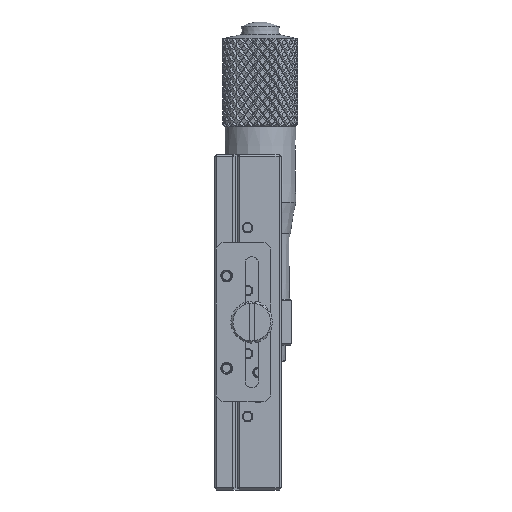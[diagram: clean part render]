
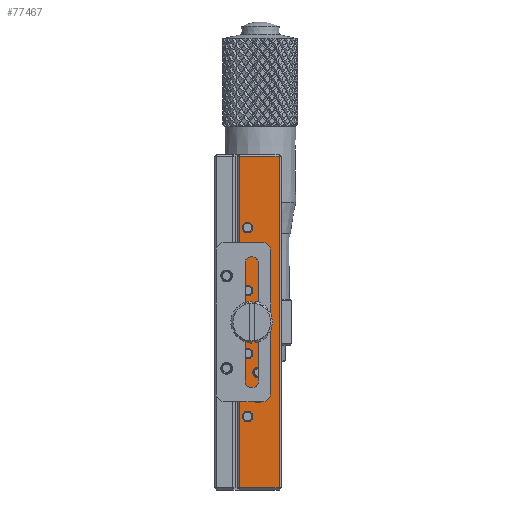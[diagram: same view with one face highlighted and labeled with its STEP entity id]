
A CAD part, left-side view. The second image highlights one B-rep face of the part: STEP entity #77467.
In plain terms, the highlighted planar face has unit normal (-1, 0, 0).
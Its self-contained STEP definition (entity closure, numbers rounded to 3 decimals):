
#30 = VERTEX_POINT ( 'NONE', #119610 ) ;
#3553 = CARTESIAN_POINT ( 'NONE',  ( -20., -8., -47.5 ) ) ;
#3998 = CARTESIAN_POINT ( 'NONE',  ( -20., -6., -80. ) ) ;
#4047 = VECTOR ( 'NONE', #65089, 1000. ) ;
#4549 = CIRCLE ( 'NONE', #100183, 1.25 ) ;
#5558 = EDGE_CURVE ( 'NONE', #24047, #24047, #12069, .T. ) ;
#5812 = FACE_BOUND ( 'NONE', #16184, .T. ) ;
#5973 = EDGE_LOOP ( 'NONE', ( #43160, #35525, #69424, #115258 ) ) ;
#5996 = CARTESIAN_POINT ( 'NONE',  ( -20., -8., -32.5 ) ) ;
#8041 = LINE ( 'NONE', #119893, #9470 ) ;
#9470 = VECTOR ( 'NONE', #91785, 1000. ) ;
#11457 = VERTEX_POINT ( 'NONE', #82044 ) ;
#12069 = CIRCLE ( 'NONE', #82539, 1.25 ) ;
#12254 = CARTESIAN_POINT ( 'NONE',  ( -20., -10.5, -58. ) ) ;
#13342 = EDGE_LOOP ( 'NONE', ( #89588 ) ) ;
#15335 = EDGE_LOOP ( 'NONE', ( #69546 ) ) ;
#15742 = VERTEX_POINT ( 'NONE', #108677 ) ;
#16184 = EDGE_LOOP ( 'NONE', ( #83757 ) ) ;
#16773 = DIRECTION ( 'NONE',  ( 0., 0., 1. ) ) ;
#18061 = DIRECTION ( 'NONE',  ( 0., 0., -1. ) ) ;
#18070 = CARTESIAN_POINT ( 'NONE',  ( -20., -10.5, -52. ) ) ;
#19522 = VERTEX_POINT ( 'NONE', #103864 ) ;
#19951 = VERTEX_POINT ( 'NONE', #55460 ) ;
#20484 = AXIS2_PLACEMENT_3D ( 'NONE', #63244, #117060, #16773 ) ;
#20764 = VECTOR ( 'NONE', #105467, 1000. ) ;
#23679 = DIRECTION ( 'NONE',  ( -1., 0., 0. ) ) ;
#24047 = VERTEX_POINT ( 'NONE', #89416 ) ;
#25908 = DIRECTION ( 'NONE',  ( 0., 0., -1. ) ) ;
#26571 = FACE_BOUND ( 'NONE', #79162, .T. ) ;
#27219 = CARTESIAN_POINT ( 'NONE',  ( -20., -16., -79.5 ) ) ;
#27874 = DIRECTION ( 'NONE',  ( -1., 0., 0. ) ) ;
#29040 = LINE ( 'NONE', #27219, #4047 ) ;
#33966 = FACE_BOUND ( 'NONE', #13342, .T. ) ;
#34500 = EDGE_CURVE ( 'NONE', #15742, #15742, #59568, .T. ) ;
#35525 = ORIENTED_EDGE ( 'NONE', *, *, #105983, .F. ) ;
#40292 = AXIS2_PLACEMENT_3D ( 'NONE', #5996, #62239, #72586 ) ;
#42033 = EDGE_LOOP ( 'NONE', ( #92002 ) ) ;
#43135 = FACE_BOUND ( 'NONE', #65037, .T. ) ;
#43160 = ORIENTED_EDGE ( 'NONE', *, *, #114092, .F. ) ;
#44331 = FACE_BOUND ( 'NONE', #15335, .T. ) ;
#45894 = CARTESIAN_POINT ( 'NONE',  ( -20., -6., -0.5 ) ) ;
#46175 = EDGE_CURVE ( 'NONE', #19951, #19951, #4549, .T. ) ;
#47728 = VECTOR ( 'NONE', #56167, 1000. ) ;
#49435 = VERTEX_POINT ( 'NONE', #110430 ) ;
#49509 = CARTESIAN_POINT ( 'NONE',  ( -20., -8., -17.5 ) ) ;
#51452 = CIRCLE ( 'NONE', #108018, 1.25 ) ;
#52309 = FACE_OUTER_BOUND ( 'NONE', #5973, .T. ) ;
#54695 = PLANE ( 'NONE',  #20484 ) ;
#55460 = CARTESIAN_POINT ( 'NONE',  ( -20., -10.5, -59.25 ) ) ;
#56167 = DIRECTION ( 'NONE',  ( 0., 0., 1. ) ) ;
#59568 = CIRCLE ( 'NONE', #40292, 1.25 ) ;
#59749 = CIRCLE ( 'NONE', #118221, 1.5 ) ;
#62239 = DIRECTION ( 'NONE',  ( -1., 0., 0. ) ) ;
#63244 = CARTESIAN_POINT ( 'NONE',  ( -20., -16., -80. ) ) ;
#65037 = EDGE_LOOP ( 'NONE', ( #78513 ) ) ;
#65089 = DIRECTION ( 'NONE',  ( 0., 1., 0. ) ) ;
#66602 = ORIENTED_EDGE ( 'NONE', *, *, #111104, .F. ) ;
#69424 = ORIENTED_EDGE ( 'NONE', *, *, #120372, .F. ) ;
#69546 = ORIENTED_EDGE ( 'NONE', *, *, #5558, .F. ) ;
#71507 = CARTESIAN_POINT ( 'NONE',  ( -20., -8., -62.5 ) ) ;
#72586 = DIRECTION ( 'NONE',  ( 0., 0., -1. ) ) ;
#73017 = CIRCLE ( 'NONE', #104252, 1.25 ) ;
#73630 = CARTESIAN_POINT ( 'NONE',  ( -20., -9., -41.5 ) ) ;
#75106 = LINE ( 'NONE', #100797, #47728 ) ;
#76155 = DIRECTION ( 'NONE',  ( 0., 0., -1. ) ) ;
#77467 = ADVANCED_FACE ( 'NONE', ( #5812, #101105, #43135, #26571, #44331, #33966, #82166, #52309 ), #54695, .F. ) ;
#78203 = DIRECTION ( 'NONE',  ( 0., 0., -1. ) ) ;
#78513 = ORIENTED_EDGE ( 'NONE', *, *, #86587, .F. ) ;
#79162 = EDGE_LOOP ( 'NONE', ( #66602 ) ) ;
#79610 = VERTEX_POINT ( 'NONE', #45894 ) ;
#79912 = DIRECTION ( 'NONE',  ( -1., 0., 0. ) ) ;
#82044 = CARTESIAN_POINT ( 'NONE',  ( -20., -15.5, -0.5 ) ) ;
#82166 = FACE_BOUND ( 'NONE', #103207, .T. ) ;
#82539 = AXIS2_PLACEMENT_3D ( 'NONE', #71507, #118537, #88655 ) ;
#83757 = ORIENTED_EDGE ( 'NONE', *, *, #101106, .F. ) ;
#84868 = CIRCLE ( 'NONE', #112280, 1.25 ) ;
#85237 = VERTEX_POINT ( 'NONE', #105421 ) ;
#86587 = EDGE_CURVE ( 'NONE', #91953, #91953, #59749, .T. ) ;
#88655 = DIRECTION ( 'NONE',  ( 0., 0., -1. ) ) ;
#89069 = DIRECTION ( 'NONE',  ( 0., 0., -1. ) ) ;
#89416 = CARTESIAN_POINT ( 'NONE',  ( -20., -8., -63.75 ) ) ;
#89588 = ORIENTED_EDGE ( 'NONE', *, *, #93696, .F. ) ;
#91785 = DIRECTION ( 'NONE',  ( 0., -1., 0. ) ) ;
#91953 = VERTEX_POINT ( 'NONE', #73630 ) ;
#92002 = ORIENTED_EDGE ( 'NONE', *, *, #46175, .F. ) ;
#92643 = DIRECTION ( 'NONE',  ( -1., 0., 0. ) ) ;
#93469 = ORIENTED_EDGE ( 'NONE', *, *, #34500, .F. ) ;
#93696 = EDGE_CURVE ( 'NONE', #85237, #85237, #73017, .T. ) ;
#96898 = LINE ( 'NONE', #3998, #20764 ) ;
#99312 = EDGE_CURVE ( 'NONE', #49435, #11457, #75106, .T. ) ;
#100183 = AXIS2_PLACEMENT_3D ( 'NONE', #12254, #79912, #89069 ) ;
#100797 = CARTESIAN_POINT ( 'NONE',  ( -20., -15.5, -80. ) ) ;
#100850 = VERTEX_POINT ( 'NONE', #120997 ) ;
#101105 = FACE_BOUND ( 'NONE', #42033, .T. ) ;
#101106 = EDGE_CURVE ( 'NONE', #100850, #100850, #84868, .T. ) ;
#103207 = EDGE_LOOP ( 'NONE', ( #93469 ) ) ;
#103864 = CARTESIAN_POINT ( 'NONE',  ( -20., -8., -18.75 ) ) ;
#104252 = AXIS2_PLACEMENT_3D ( 'NONE', #3553, #23679, #25908 ) ;
#105421 = CARTESIAN_POINT ( 'NONE',  ( -20., -8., -48.75 ) ) ;
#105467 = DIRECTION ( 'NONE',  ( 0., 0., 1. ) ) ;
#105730 = DIRECTION ( 'NONE',  ( -1., 0., 0. ) ) ;
#105983 = EDGE_CURVE ( 'NONE', #30, #79610, #96898, .T. ) ;
#108018 = AXIS2_PLACEMENT_3D ( 'NONE', #49509, #105730, #78203 ) ;
#108677 = CARTESIAN_POINT ( 'NONE',  ( -20., -8., -33.75 ) ) ;
#110430 = CARTESIAN_POINT ( 'NONE',  ( -20., -15.5, -79.5 ) ) ;
#111104 = EDGE_CURVE ( 'NONE', #19522, #19522, #51452, .T. ) ;
#112280 = AXIS2_PLACEMENT_3D ( 'NONE', #18070, #92643, #76155 ) ;
#114092 = EDGE_CURVE ( 'NONE', #79610, #11457, #8041, .T. ) ;
#115258 = ORIENTED_EDGE ( 'NONE', *, *, #99312, .T. ) ;
#117060 = DIRECTION ( 'NONE',  ( 1., 0., 0. ) ) ;
#118221 = AXIS2_PLACEMENT_3D ( 'NONE', #120131, #27874, #18061 ) ;
#118537 = DIRECTION ( 'NONE',  ( -1., 0., 0. ) ) ;
#119610 = CARTESIAN_POINT ( 'NONE',  ( -20., -6., -79.5 ) ) ;
#119893 = CARTESIAN_POINT ( 'NONE',  ( -20., -16., -0.5 ) ) ;
#120131 = CARTESIAN_POINT ( 'NONE',  ( -20., -9., -40. ) ) ;
#120372 = EDGE_CURVE ( 'NONE', #49435, #30, #29040, .T. ) ;
#120997 = CARTESIAN_POINT ( 'NONE',  ( -20., -10.5, -53.25 ) ) ;
